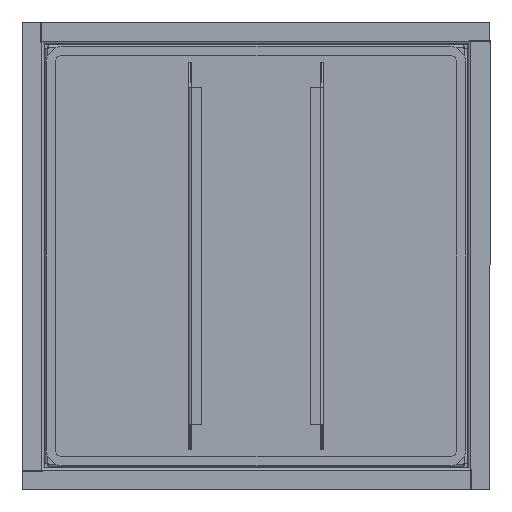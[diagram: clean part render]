
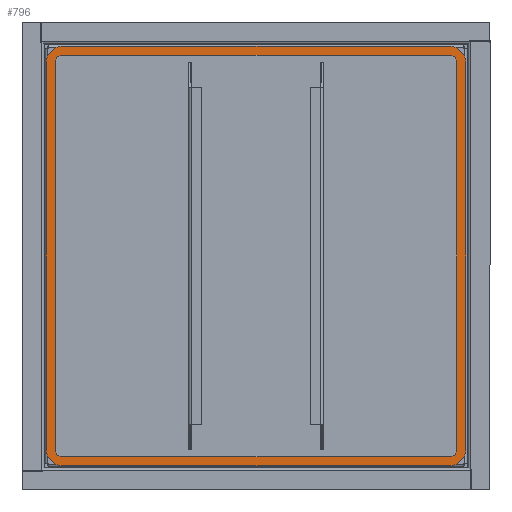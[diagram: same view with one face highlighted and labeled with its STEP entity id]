
A CAD part, front view. The second image highlights one B-rep face of the part: STEP entity #796.
In plain terms, the highlighted face is planar.
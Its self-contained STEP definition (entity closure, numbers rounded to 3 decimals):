
#23 = CARTESIAN_POINT ( 'NONE',  ( 175., 175., 0. ) ) ;
#30 = CARTESIAN_POINT ( 'NONE',  ( -175., -190., 0. ) ) ;
#90 = CIRCLE ( 'NONE', #516, 7. ) ;
#106 = ORIENTED_EDGE ( 'NONE', *, *, #2748, .F. ) ;
#139 = EDGE_CURVE ( 'NONE', #3646, #3771, #1049, .T. ) ;
#197 = EDGE_CURVE ( 'NONE', #2433, #3005, #2705, .T. ) ;
#219 = VECTOR ( 'NONE', #2265, 1000. ) ;
#305 = LINE ( 'NONE', #3351, #3882 ) ;
#367 = ORIENTED_EDGE ( 'NONE', *, *, #432, .F. ) ;
#403 = EDGE_CURVE ( 'NONE', #2352, #2393, #4167, .T. ) ;
#432 = EDGE_CURVE ( 'NONE', #1434, #2490, #4154, .T. ) ;
#510 = EDGE_CURVE ( 'NONE', #620, #1434, #3823, .T. ) ;
#514 = ORIENTED_EDGE ( 'NONE', *, *, #762, .T. ) ;
#516 = AXIS2_PLACEMENT_3D ( 'NONE', #4519, #4265, #4255 ) ;
#543 = CARTESIAN_POINT ( 'NONE',  ( 175., -190., 0. ) ) ;
#620 = VERTEX_POINT ( 'NONE', #3857 ) ;
#640 = AXIS2_PLACEMENT_3D ( 'NONE', #4654, #4649, #4647 ) ;
#643 = VERTEX_POINT ( 'NONE', #3746 ) ;
#687 = EDGE_CURVE ( 'NONE', #643, #620, #1345, .T. ) ;
#736 = CARTESIAN_POINT ( 'NONE',  ( 182., 175., 0. ) ) ;
#741 = VECTOR ( 'NONE', #2122, 1000. ) ;
#745 = CARTESIAN_POINT ( 'NONE',  ( 175., 190., 0. ) ) ;
#746 = LINE ( 'NONE', #2548, #741 ) ;
#751 = ORIENTED_EDGE ( 'NONE', *, *, #3223, .T. ) ;
#753 = DIRECTION ( 'NONE',  ( 0., 0., 1. ) ) ;
#762 = EDGE_CURVE ( 'NONE', #3771, #2157, #3679, .T. ) ;
#786 = CARTESIAN_POINT ( 'NONE',  ( 182., -175., 0. ) ) ;
#796 = ADVANCED_FACE ( 'NONE', ( #3215, #923 ), #2855, .T. ) ;
#813 = CARTESIAN_POINT ( 'NONE',  ( -182., 175., 0. ) ) ;
#827 = DIRECTION ( 'NONE',  ( 0., 0., 1. ) ) ;
#839 = DIRECTION ( 'NONE',  ( 0., 1., 0. ) ) ;
#870 = ORIENTED_EDGE ( 'NONE', *, *, #510, .F. ) ;
#871 = DIRECTION ( 'NONE',  ( -1., 0., 0. ) ) ;
#889 = CARTESIAN_POINT ( 'NONE',  ( 175., -175., 0. ) ) ;
#923 = FACE_BOUND ( 'NONE', #2621, .T. ) ;
#924 = EDGE_CURVE ( 'NONE', #2393, #643, #1023, .T. ) ;
#929 = CARTESIAN_POINT ( 'NONE',  ( 190., 175., 0. ) ) ;
#972 = DIRECTION ( 'NONE',  ( 0., -1., 0. ) ) ;
#1007 = ORIENTED_EDGE ( 'NONE', *, *, #687, .F. ) ;
#1023 = LINE ( 'NONE', #2273, #4289 ) ;
#1049 = LINE ( 'NONE', #1758, #3858 ) ;
#1072 = ORIENTED_EDGE ( 'NONE', *, *, #1092, .T. ) ;
#1092 = EDGE_CURVE ( 'NONE', #4223, #2066, #4631, .T. ) ;
#1100 = AXIS2_PLACEMENT_3D ( 'NONE', #889, #827, #871 ) ;
#1306 = LINE ( 'NONE', #2205, #1372 ) ;
#1312 = DIRECTION ( 'NONE',  ( 0., 0., 1. ) ) ;
#1345 = CIRCLE ( 'NONE', #2221, 15. ) ;
#1372 = VECTOR ( 'NONE', #3205, 1000. ) ;
#1375 = DIRECTION ( 'NONE',  ( -1., 0., 0. ) ) ;
#1380 = DIRECTION ( 'NONE',  ( 0., 0., 1. ) ) ;
#1382 = CARTESIAN_POINT ( 'NONE',  ( 175., 175., 0. ) ) ;
#1434 = VERTEX_POINT ( 'NONE', #3209 ) ;
#1675 = DIRECTION ( 'NONE',  ( -1., 0., 0. ) ) ;
#1758 = CARTESIAN_POINT ( 'NONE',  ( -182., -175., 0. ) ) ;
#1876 = EDGE_CURVE ( 'NONE', #4275, #3135, #2742, .T. ) ;
#2066 = VERTEX_POINT ( 'NONE', #4345 ) ;
#2122 = DIRECTION ( 'NONE',  ( 0., 1., 0. ) ) ;
#2137 = AXIS2_PLACEMENT_3D ( 'NONE', #2959, #2944, #2941 ) ;
#2155 = CARTESIAN_POINT ( 'NONE',  ( 182., -175., 0. ) ) ;
#2157 = VERTEX_POINT ( 'NONE', #3154 ) ;
#2164 = AXIS2_PLACEMENT_3D ( 'NONE', #3308, #753, #1675 ) ;
#2205 = CARTESIAN_POINT ( 'NONE',  ( -175., -182., 0. ) ) ;
#2221 = AXIS2_PLACEMENT_3D ( 'NONE', #3512, #3511, #3506 ) ;
#2265 = DIRECTION ( 'NONE',  ( -1., 0., 0. ) ) ;
#2273 = CARTESIAN_POINT ( 'NONE',  ( -175., 190., 0. ) ) ;
#2283 = DIRECTION ( 'NONE',  ( -1., 0., 0. ) ) ;
#2286 = ORIENTED_EDGE ( 'NONE', *, *, #3108, .T. ) ;
#2352 = VERTEX_POINT ( 'NONE', #929 ) ;
#2393 = VERTEX_POINT ( 'NONE', #745 ) ;
#2395 = LINE ( 'NONE', #2557, #219 ) ;
#2433 = VERTEX_POINT ( 'NONE', #543 ) ;
#2490 = VERTEX_POINT ( 'NONE', #30 ) ;
#2491 = EDGE_CURVE ( 'NONE', #2157, #4275, #1306, .T. ) ;
#2497 = CARTESIAN_POINT ( 'NONE',  ( -182., -175., 0. ) ) ;
#2514 = ORIENTED_EDGE ( 'NONE', *, *, #3051, .F. ) ;
#2548 = CARTESIAN_POINT ( 'NONE',  ( 190., -175., 0. ) ) ;
#2557 = CARTESIAN_POINT ( 'NONE',  ( -175., 182., 0. ) ) ;
#2621 = EDGE_LOOP ( 'NONE', ( #3161, #514, #2851, #2818, #3687, #1072, #2286, #751 ) ) ;
#2705 = CIRCLE ( 'NONE', #1100, 15. ) ;
#2742 = CIRCLE ( 'NONE', #2164, 7. ) ;
#2748 = EDGE_CURVE ( 'NONE', #3005, #2352, #746, .T. ) ;
#2818 = ORIENTED_EDGE ( 'NONE', *, *, #1876, .T. ) ;
#2835 = VERTEX_POINT ( 'NONE', #3702 ) ;
#2845 = DIRECTION ( 'NONE',  ( -1., 0., 0. ) ) ;
#2851 = ORIENTED_EDGE ( 'NONE', *, *, #2491, .T. ) ;
#2855 = PLANE ( 'NONE',  #4292 ) ;
#2866 = CARTESIAN_POINT ( 'NONE',  ( -175., 175., 0. ) ) ;
#2868 = DIRECTION ( 'NONE',  ( 0., 0., -1. ) ) ;
#2941 = DIRECTION ( 'NONE',  ( -1., 0., 0. ) ) ;
#2944 = DIRECTION ( 'NONE',  ( 0., 0., 1. ) ) ;
#2959 = CARTESIAN_POINT ( 'NONE',  ( -175., -175., 0. ) ) ;
#2990 = ORIENTED_EDGE ( 'NONE', *, *, #403, .F. ) ;
#3005 = VERTEX_POINT ( 'NONE', #4000 ) ;
#3051 = EDGE_CURVE ( 'NONE', #2490, #2433, #305, .T. ) ;
#3108 = EDGE_CURVE ( 'NONE', #2066, #2835, #2395, .T. ) ;
#3135 = VERTEX_POINT ( 'NONE', #2155 ) ;
#3154 = CARTESIAN_POINT ( 'NONE',  ( -175., -182., 0. ) ) ;
#3161 = ORIENTED_EDGE ( 'NONE', *, *, #139, .T. ) ;
#3205 = DIRECTION ( 'NONE',  ( 1., 0., 0. ) ) ;
#3209 = CARTESIAN_POINT ( 'NONE',  ( -190., -175., 0. ) ) ;
#3215 = FACE_OUTER_BOUND ( 'NONE', #3480, .T. ) ;
#3223 = EDGE_CURVE ( 'NONE', #2835, #3646, #90, .T. ) ;
#3308 = CARTESIAN_POINT ( 'NONE',  ( 175., -175., 0. ) ) ;
#3324 = ORIENTED_EDGE ( 'NONE', *, *, #197, .F. ) ;
#3351 = CARTESIAN_POINT ( 'NONE',  ( -175., -190., 0. ) ) ;
#3480 = EDGE_LOOP ( 'NONE', ( #1007, #4294, #2990, #106, #3324, #2514, #367, #870 ) ) ;
#3506 = DIRECTION ( 'NONE',  ( -1., 0., 0. ) ) ;
#3511 = DIRECTION ( 'NONE',  ( 0., 0., 1. ) ) ;
#3512 = CARTESIAN_POINT ( 'NONE',  ( -175., 175., 0. ) ) ;
#3583 = VECTOR ( 'NONE', #4310, 1000. ) ;
#3587 = DIRECTION ( 'NONE',  ( 1., 0., 0. ) ) ;
#3646 = VERTEX_POINT ( 'NONE', #813 ) ;
#3660 = VECTOR ( 'NONE', #839, 1000. ) ;
#3679 = CIRCLE ( 'NONE', #2137, 7. ) ;
#3687 = ORIENTED_EDGE ( 'NONE', *, *, #4192, .T. ) ;
#3702 = CARTESIAN_POINT ( 'NONE',  ( -175., 182., 0. ) ) ;
#3706 = LINE ( 'NONE', #786, #3660 ) ;
#3746 = CARTESIAN_POINT ( 'NONE',  ( -175., 190., 0. ) ) ;
#3771 = VERTEX_POINT ( 'NONE', #2497 ) ;
#3823 = LINE ( 'NONE', #4318, #3583 ) ;
#3857 = CARTESIAN_POINT ( 'NONE',  ( -190., 175., 0. ) ) ;
#3858 = VECTOR ( 'NONE', #972, 1000. ) ;
#3882 = VECTOR ( 'NONE', #3587, 1000. ) ;
#4000 = CARTESIAN_POINT ( 'NONE',  ( 190., -175., 0. ) ) ;
#4154 = CIRCLE ( 'NONE', #640, 15. ) ;
#4167 = CIRCLE ( 'NONE', #4379, 15. ) ;
#4192 = EDGE_CURVE ( 'NONE', #3135, #4223, #3706, .T. ) ;
#4223 = VERTEX_POINT ( 'NONE', #736 ) ;
#4255 = DIRECTION ( 'NONE',  ( -1., 0., 0. ) ) ;
#4265 = DIRECTION ( 'NONE',  ( 0., 0., 1. ) ) ;
#4275 = VERTEX_POINT ( 'NONE', #4482 ) ;
#4289 = VECTOR ( 'NONE', #2283, 1000. ) ;
#4292 = AXIS2_PLACEMENT_3D ( 'NONE', #2866, #2868, #2845 ) ;
#4294 = ORIENTED_EDGE ( 'NONE', *, *, #924, .F. ) ;
#4310 = DIRECTION ( 'NONE',  ( 0., -1., 0. ) ) ;
#4318 = CARTESIAN_POINT ( 'NONE',  ( -190., -175., 0. ) ) ;
#4345 = CARTESIAN_POINT ( 'NONE',  ( 175., 182., 0. ) ) ;
#4379 = AXIS2_PLACEMENT_3D ( 'NONE', #23, #1312, #4735 ) ;
#4422 = AXIS2_PLACEMENT_3D ( 'NONE', #1382, #1380, #1375 ) ;
#4482 = CARTESIAN_POINT ( 'NONE',  ( 175., -182., 0. ) ) ;
#4519 = CARTESIAN_POINT ( 'NONE',  ( -175., 175., 0. ) ) ;
#4631 = CIRCLE ( 'NONE', #4422, 7. ) ;
#4647 = DIRECTION ( 'NONE',  ( -1., 0., 0. ) ) ;
#4649 = DIRECTION ( 'NONE',  ( 0., 0., 1. ) ) ;
#4654 = CARTESIAN_POINT ( 'NONE',  ( -175., -175., 0. ) ) ;
#4735 = DIRECTION ( 'NONE',  ( -1., 0., 0. ) ) ;
